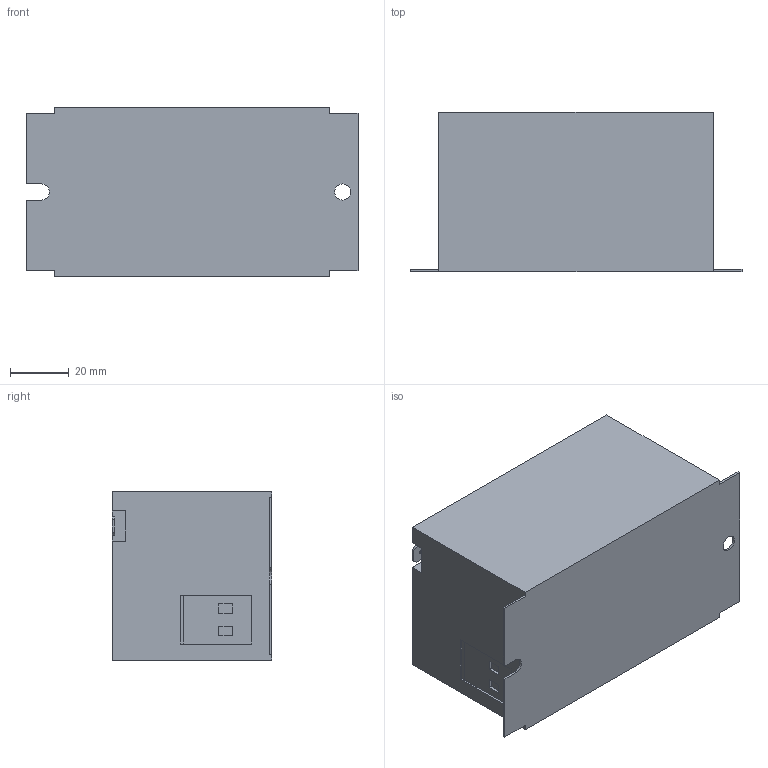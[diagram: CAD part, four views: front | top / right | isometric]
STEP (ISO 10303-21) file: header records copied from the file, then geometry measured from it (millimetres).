
FILE_DESCRIPTION (( 'STEP AP214' ), '1' );
FILE_NAME ('374259.STEP', '2021-08-17T06:24:34', ( '' ), ( '' ), 'SwSTEP 2.0', 'SolidWorks 2018', '' );
FILE_SCHEMA (( 'AUTOMOTIVE_DESIGN' ));
Length unit declared in the file: millimetre
Products named in the file (1): 374259
Bounding box: 113.5 x 54.5 x 57.5 mm (x, y, z)
Volume: 286544.3 mm3; surface area: 32586.7 mm2
Topology: 1 solids, 1 shells, 309 faces, 766 edges, 508 vertices
Faces by surface type: plane 248, cylinder 61
Entity records: 10884 total; most frequent: CARTESIAN_POINT 1584, ORIENTED_EDGE 1532, DIRECTION 1508, EDGE_CURVE 766, VECTOR 644, LINE 644, VERTEX_POINT 508, AXIS2_PLACEMENT_3D 432
